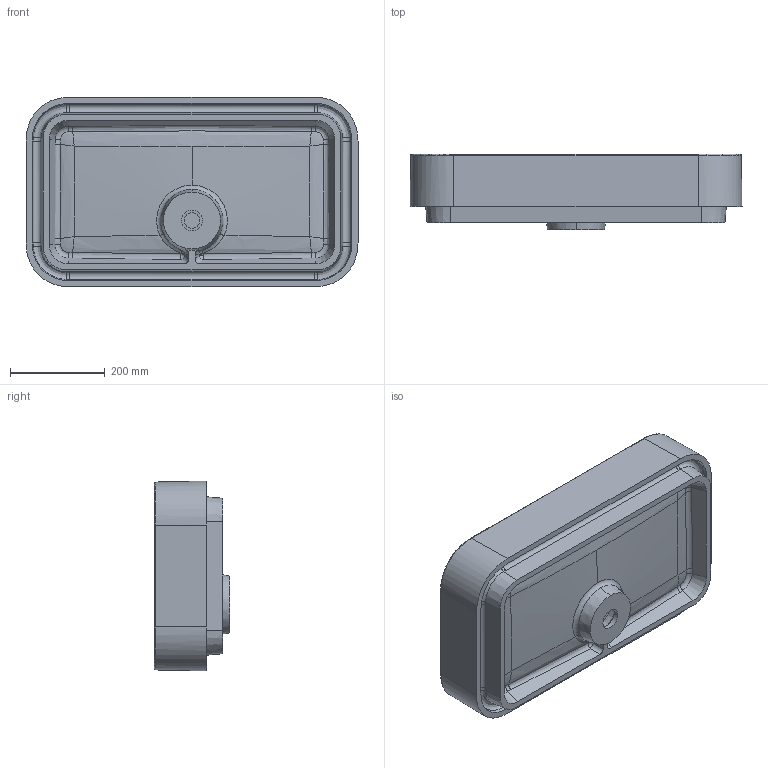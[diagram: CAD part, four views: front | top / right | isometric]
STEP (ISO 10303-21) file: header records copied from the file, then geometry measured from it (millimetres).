
FILE_DESCRIPTION (( 'STEP AP203' ), '1' );
FILE_NAME ('6301720710 WB MARMY NELSSON 70x40 15 .STEP', '2021-10-12T13:46:53', ( '' ), ( '' ), 'SwSTEP 2.0', 'SolidWorks 2019', '' );
FILE_SCHEMA (( 'CONFIG_CONTROL_DESIGN' ));
Length unit declared in the file: millimetre
Products named in the file (1): 6301720710 WB MARMY NELSSON 70x40 15 
Bounding box: 700 x 159 x 400 mm (x, y, z)
Volume: 10960480.1 mm3; surface area: 1029063.7 mm2
Topology: 2 solids, 2 shells, 160 faces, 367 edges, 213 vertices
Faces by surface type: bspline 75, plane 29, cone 22, cylinder 18, torus 10, sphere 6
Entity records: 18455 total; most frequent: CARTESIAN_POINT 15374, ORIENTED_EDGE 728, DIRECTION 461, EDGE_CURVE 364, VERTEX_POINT 211, AXIS2_PLACEMENT_3D 179, EDGE_LOOP 165, ADVANCED_FACE 160
